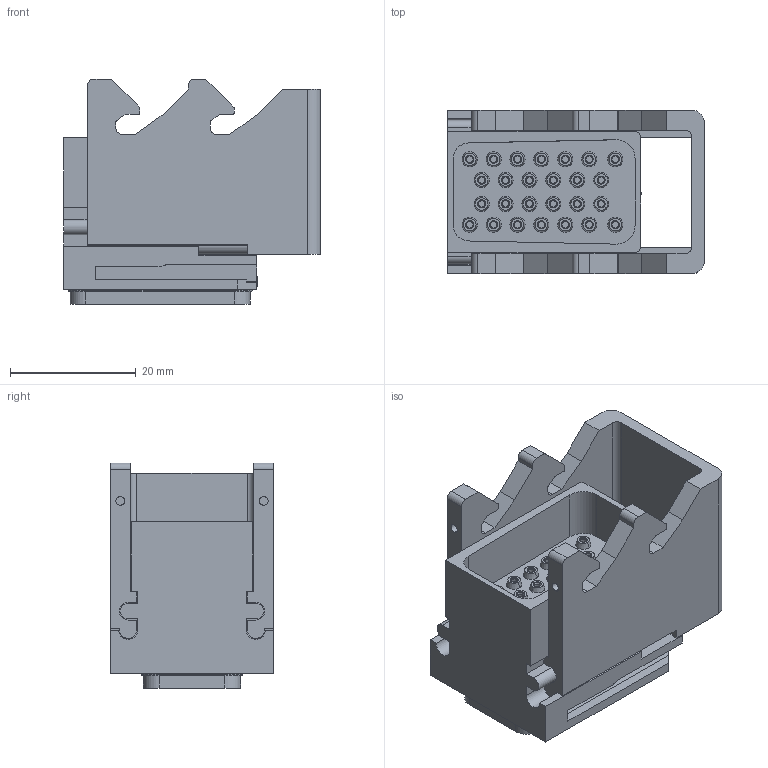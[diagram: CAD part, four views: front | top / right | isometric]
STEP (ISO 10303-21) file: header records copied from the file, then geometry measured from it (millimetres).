
FILE_DESCRIPTION((''),'2;1');
FILE_NAME('00172021000','2019-11-06T',('presta_be4'),(''),'CREO PARAMETRIC BY PTC INC, 2018360','CREO PARAMETRIC BY PTC INC, 2018360','');
FILE_SCHEMA(('CONFIG_CONTROL_DESIGN'));
Products named in the file (1): 00172021000
Bounding box: 40.8 x 26 x 35.9 mm (x, y, z)
Volume: 17699.5 mm3; surface area: 14175.3 mm2
Topology: 1 solids, 1 shells, 2566 faces, 5831 edges, 3462 vertices
Faces by surface type: plane 928, cylinder 646, torus 628, cone 364
Entity records: 71379 total; most frequent: DIRECTION 13615, CARTESIAN_POINT 11879, ORIENTED_EDGE 11662, EDGE_CURVE 5831, AXIS2_PLACEMENT_3D 5220, VERTEX_POINT 3462, VECTOR 3175, LINE 3175
